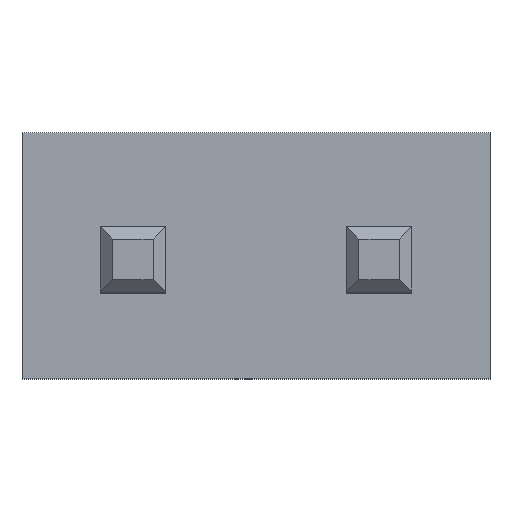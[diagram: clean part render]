
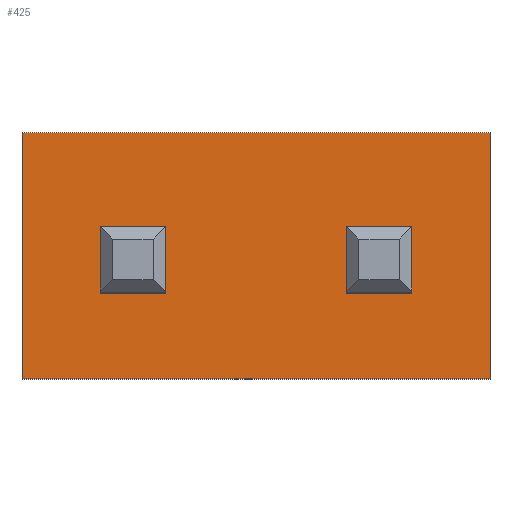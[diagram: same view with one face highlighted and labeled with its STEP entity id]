
A CAD part, top view. The second image highlights one B-rep face of the part: STEP entity #425.
In plain terms, the highlighted planar face has unit normal (0, 0, 1).
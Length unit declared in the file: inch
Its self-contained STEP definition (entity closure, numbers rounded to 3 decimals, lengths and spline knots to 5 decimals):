
#14=FACE_BOUND('',#59,.T.);
#15=FACE_BOUND('',#60,.T.);
#34=FACE_OUTER_BOUND('',#58,.T.);
#58=EDGE_LOOP('',(#326,#327,#328,#329));
#59=EDGE_LOOP('',(#330,#331,#332,#333));
#60=EDGE_LOOP('',(#334,#335,#336,#337));
#75=LINE('',#600,#127);
#85=LINE('',#620,#137);
#95=LINE('',#639,#147);
#96=LINE('',#642,#148);
#100=LINE('',#649,#152);
#101=LINE('',#652,#153);
#104=LINE('',#657,#156);
#105=LINE('',#659,#157);
#106=LINE('',#663,#158);
#107=LINE('',#665,#159);
#108=LINE('',#667,#160);
#109=LINE('',#668,#161);
#127=VECTOR('',#492,0.0265);
#137=VECTOR('',#510,0.0265);
#147=VECTOR('',#528,0.0265);
#148=VECTOR('',#531,0.0265);
#152=VECTOR('',#539,0.0265);
#153=VECTOR('',#542,0.0265);
#156=VECTOR('',#549,0.0265);
#157=VECTOR('',#552,0.0265);
#158=VECTOR('',#555,0.19);
#159=VECTOR('',#556,0.1);
#160=VECTOR('',#557,0.19);
#161=VECTOR('',#558,0.1);
#178=VERTEX_POINT('',#597);
#179=VERTEX_POINT('',#599);
#184=VERTEX_POINT('',#617);
#185=VERTEX_POINT('',#619);
#190=VERTEX_POINT('',#637);
#191=VERTEX_POINT('',#641);
#192=VERTEX_POINT('',#647);
#193=VERTEX_POINT('',#651);
#194=VERTEX_POINT('',#661);
#195=VERTEX_POINT('',#662);
#196=VERTEX_POINT('',#664);
#197=VERTEX_POINT('',#666);
#211=EDGE_CURVE('',#179,#178,#75,.T.);
#221=EDGE_CURVE('',#185,#184,#85,.T.);
#231=EDGE_CURVE('',#178,#190,#95,.T.);
#232=EDGE_CURVE('',#191,#179,#96,.T.);
#236=EDGE_CURVE('',#184,#192,#100,.T.);
#237=EDGE_CURVE('',#193,#185,#101,.T.);
#240=EDGE_CURVE('',#191,#190,#104,.T.);
#241=EDGE_CURVE('',#193,#192,#105,.T.);
#242=EDGE_CURVE('',#194,#195,#106,.T.);
#243=EDGE_CURVE('',#194,#196,#107,.T.);
#244=EDGE_CURVE('',#196,#197,#108,.T.);
#245=EDGE_CURVE('',#197,#195,#109,.T.);
#326=ORIENTED_EDGE('',*,*,#242,.F.);
#327=ORIENTED_EDGE('',*,*,#243,.T.);
#328=ORIENTED_EDGE('',*,*,#244,.T.);
#329=ORIENTED_EDGE('',*,*,#245,.T.);
#330=ORIENTED_EDGE('',*,*,#232,.T.);
#331=ORIENTED_EDGE('',*,*,#211,.T.);
#332=ORIENTED_EDGE('',*,*,#231,.T.);
#333=ORIENTED_EDGE('',*,*,#240,.F.);
#334=ORIENTED_EDGE('',*,*,#237,.T.);
#335=ORIENTED_EDGE('',*,*,#221,.T.);
#336=ORIENTED_EDGE('',*,*,#236,.T.);
#337=ORIENTED_EDGE('',*,*,#241,.F.);
#376=PLANE('',#469);
#425=ADVANCED_FACE('',(#34,#14,#15),#376,.F.);
#469=AXIS2_PLACEMENT_3D('',#660,#553,#554);
#492=DIRECTION('',(-1.,0.,0.));
#510=DIRECTION('',(-1.,0.,0.));
#528=DIRECTION('',(0.,1.,0.));
#531=DIRECTION('',(0.,-1.,0.));
#539=DIRECTION('',(0.,1.,0.));
#542=DIRECTION('',(0.,-1.,0.));
#549=DIRECTION('',(-1.,0.,0.));
#552=DIRECTION('',(-1.,0.,0.));
#553=DIRECTION('center_axis',(0.,0.,-1.));
#554=DIRECTION('ref_axis',(-1.,0.,0.));
#555=DIRECTION('',(1.,0.,0.));
#556=DIRECTION('',(0.,-1.,0.));
#557=DIRECTION('',(1.,0.,0.));
#558=DIRECTION('',(0.,1.,0.));
#597=CARTESIAN_POINT('',(-0.01325,0.03489,0.045));
#599=CARTESIAN_POINT('',(0.01325,0.03489,0.045));
#600=CARTESIAN_POINT('',(0.01325,0.03489,0.045));
#617=CARTESIAN_POINT('',(-0.11325,0.03489,0.045));
#619=CARTESIAN_POINT('',(-0.08675,0.03489,0.045));
#620=CARTESIAN_POINT('',(-0.08675,0.03489,0.045));
#637=CARTESIAN_POINT('',(-0.01325,0.06139,0.045));
#639=CARTESIAN_POINT('',(-0.01325,0.03489,0.045));
#641=CARTESIAN_POINT('',(0.01325,0.06139,0.045));
#642=CARTESIAN_POINT('',(0.01325,0.06139,0.045));
#647=CARTESIAN_POINT('',(-0.11325,0.06139,0.045));
#649=CARTESIAN_POINT('',(-0.11325,0.03489,0.045));
#651=CARTESIAN_POINT('',(-0.08675,0.06139,0.045));
#652=CARTESIAN_POINT('',(-0.08675,0.06139,0.045));
#657=CARTESIAN_POINT('',(0.01325,0.06139,0.045));
#659=CARTESIAN_POINT('',(-0.08675,0.06139,0.045));
#660=CARTESIAN_POINT('Origin',(-0.145,0.1,0.045));
#661=CARTESIAN_POINT('',(-0.145,0.1,0.045));
#662=CARTESIAN_POINT('',(0.045,0.1,0.045));
#663=CARTESIAN_POINT('',(-0.145,0.1,0.045));
#664=CARTESIAN_POINT('',(-0.145,0.,0.045));
#665=CARTESIAN_POINT('',(-0.145,0.1,0.045));
#666=CARTESIAN_POINT('',(0.045,0.,0.045));
#667=CARTESIAN_POINT('',(-0.145,0.,0.045));
#668=CARTESIAN_POINT('',(0.045,0.,0.045));
